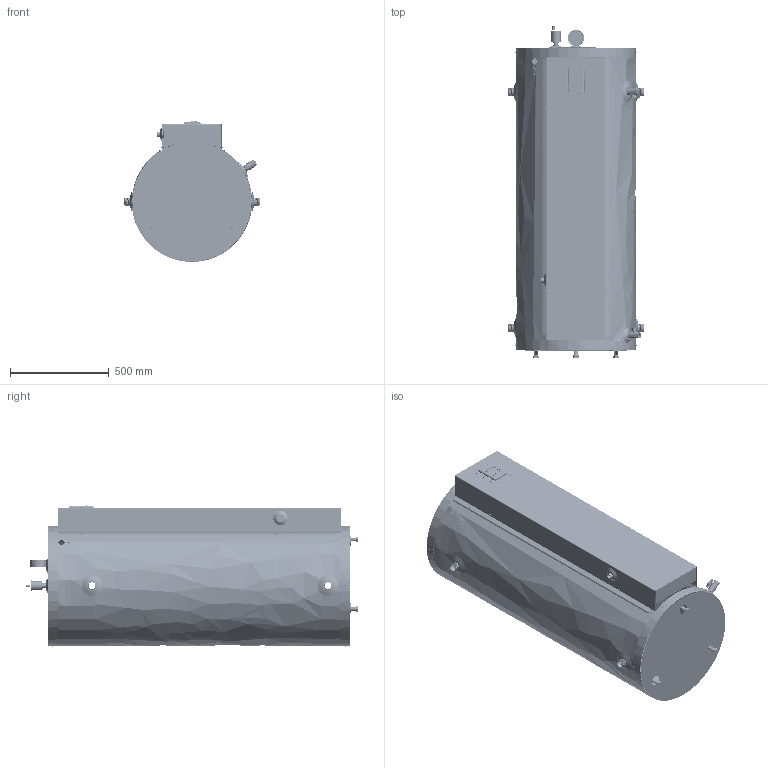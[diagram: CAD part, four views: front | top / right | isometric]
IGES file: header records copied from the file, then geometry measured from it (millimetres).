
Start section: SolidWorks IGES file using analytic representation for surfaces
Global section: file name: AltSource 70.IGS; native system: SolidWorks 2020; preprocessor: SolidWorks 2020; author: lucbi; date: 200811.164028; units: inch
Bounding box: 685.8 x 1684.37 x 715.54 mm (x, y, z)
Surface area: 9138995.5 mm2 (no closed solid volume)
Topology: 0 solids, 8 shells, 2573 faces, 39246 edges, 38105 vertices
Faces by surface type: revolution 1356, bspline 1217
